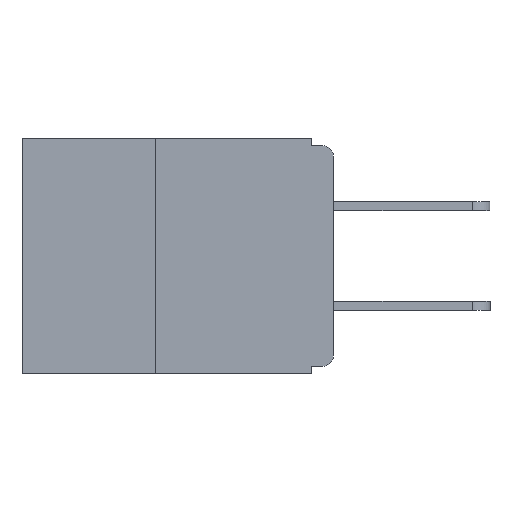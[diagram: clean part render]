
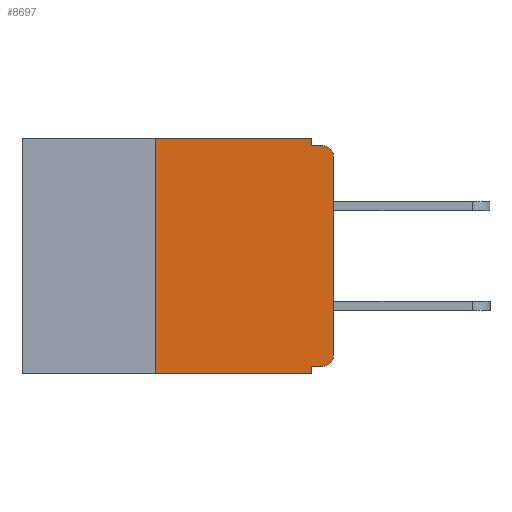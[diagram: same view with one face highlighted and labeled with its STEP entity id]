
A CAD part, left-side view. The second image highlights one B-rep face of the part: STEP entity #8697.
In plain terms, the highlighted planar face has unit normal (-1, 0, 0).
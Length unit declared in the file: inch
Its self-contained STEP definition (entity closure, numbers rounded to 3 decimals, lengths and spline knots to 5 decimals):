
#18 = VERTEX_POINT ( 'NONE', #440 ) ;
#196 = CARTESIAN_POINT ( 'NONE',  ( 0., 0.25, -0.33 ) ) ;
#224 = CARTESIAN_POINT ( 'NONE',  ( 0., 0.25, -0.33 ) ) ;
#440 = CARTESIAN_POINT ( 'NONE',  ( 0., 0., -0.305 ) ) ;
#529 = ORIENTED_EDGE ( 'NONE', *, *, #3306, .F. ) ;
#619 = CARTESIAN_POINT ( 'NONE',  ( 0., 0.25, 0. ) ) ;
#1304 = ORIENTED_EDGE ( 'NONE', *, *, #3624, .T. ) ;
#1408 = LINE ( 'NONE', #224, #11543 ) ;
#1529 = VERTEX_POINT ( 'NONE', #7709 ) ;
#1570 = AXIS2_PLACEMENT_3D ( 'NONE', #9149, #10981, #5345 ) ;
#1642 = CARTESIAN_POINT ( 'NONE',  ( 0., 0., -0.01 ) ) ;
#1830 = CARTESIAN_POINT ( 'NONE',  ( 0., 0., 0. ) ) ;
#1874 = DIRECTION ( 'NONE',  ( 0., 0., -1. ) ) ;
#1928 = EDGE_CURVE ( 'NONE', #2651, #1529, #9212, .T. ) ;
#2069 = LINE ( 'NONE', #10885, #4257 ) ;
#2449 = CARTESIAN_POINT ( 'NONE',  ( 0., 0.031, -0.33 ) ) ;
#2466 = LINE ( 'NONE', #1642, #4937 ) ;
#2557 = VERTEX_POINT ( 'NONE', #619 ) ;
#2609 = DIRECTION ( 'NONE',  ( 0., -1., 0. ) ) ;
#2651 = VERTEX_POINT ( 'NONE', #11255 ) ;
#2913 = EDGE_CURVE ( 'NONE', #11034, #10350, #2466, .T. ) ;
#2984 = DIRECTION ( 'NONE',  ( 0., 0., 1. ) ) ;
#3306 = EDGE_CURVE ( 'NONE', #1529, #8049, #4355, .T. ) ;
#3624 = EDGE_CURVE ( 'NONE', #18, #5066, #4495, .T. ) ;
#3688 = DIRECTION ( 'NONE',  ( 0., 0., 1. ) ) ;
#3772 = VERTEX_POINT ( 'NONE', #196 ) ;
#3777 = CARTESIAN_POINT ( 'NONE',  ( 0., 0.015, -0.305 ) ) ;
#3801 = CIRCLE ( 'NONE', #5841, 0.015 ) ;
#3999 = EDGE_CURVE ( 'NONE', #3772, #2557, #1408, .T. ) ;
#4141 = AXIS2_PLACEMENT_3D ( 'NONE', #11126, #6500, #1874 ) ;
#4247 = VECTOR ( 'NONE', #5729, 39.37008 ) ;
#4257 = VECTOR ( 'NONE', #10797, 39.37008 ) ;
#4274 = LINE ( 'NONE', #8183, #5719 ) ;
#4355 = LINE ( 'NONE', #8679, #5209 ) ;
#4495 = LINE ( 'NONE', #1830, #9158 ) ;
#4726 = DIRECTION ( 'NONE',  ( -1., 0., 0. ) ) ;
#4937 = VECTOR ( 'NONE', #9097, 39.37008 ) ;
#5066 = VERTEX_POINT ( 'NONE', #8858 ) ;
#5088 = EDGE_CURVE ( 'NONE', #2557, #8978, #11350, .T. ) ;
#5209 = VECTOR ( 'NONE', #11590, 39.37008 ) ;
#5308 = ORIENTED_EDGE ( 'NONE', *, *, #5088, .F. ) ;
#5345 = DIRECTION ( 'NONE',  ( 0., 0., -1. ) ) ;
#5371 = CARTESIAN_POINT ( 'NONE',  ( 0., 0.015, -0.01 ) ) ;
#5418 = CARTESIAN_POINT ( 'NONE',  ( 0., 0.031, 0. ) ) ;
#5719 = VECTOR ( 'NONE', #2609, 39.37008 ) ;
#5729 = DIRECTION ( 'NONE',  ( 0., 1., 0. ) ) ;
#5841 = AXIS2_PLACEMENT_3D ( 'NONE', #3777, #4726, #7563 ) ;
#6070 = CIRCLE ( 'NONE', #1570, 0.015 ) ;
#6274 = EDGE_CURVE ( 'NONE', #3772, #8049, #4274, .T. ) ;
#6500 = DIRECTION ( 'NONE',  ( 1., 0., 0. ) ) ;
#7329 = ORIENTED_EDGE ( 'NONE', *, *, #1928, .F. ) ;
#7348 = EDGE_CURVE ( 'NONE', #8978, #11034, #2069, .T. ) ;
#7526 = EDGE_CURVE ( 'NONE', #2651, #18, #3801, .T. ) ;
#7563 = DIRECTION ( 'NONE',  ( 0., 0., -1. ) ) ;
#7709 = CARTESIAN_POINT ( 'NONE',  ( 0., 0.031, -0.32 ) ) ;
#7714 = FACE_OUTER_BOUND ( 'NONE', #10467, .T. ) ;
#7946 = CARTESIAN_POINT ( 'NONE',  ( 0., 0.437, 0. ) ) ;
#8024 = ORIENTED_EDGE ( 'NONE', *, *, #9273, .T. ) ;
#8049 = VERTEX_POINT ( 'NONE', #2449 ) ;
#8183 = CARTESIAN_POINT ( 'NONE',  ( 0., 0.437, -0.33 ) ) ;
#8210 = CARTESIAN_POINT ( 'NONE',  ( 0., 0.031, -0.01 ) ) ;
#8349 = CARTESIAN_POINT ( 'NONE',  ( 0., 0., -0.32 ) ) ;
#8634 = ORIENTED_EDGE ( 'NONE', *, *, #7526, .T. ) ;
#8679 = CARTESIAN_POINT ( 'NONE',  ( 0., 0.031, -0.33 ) ) ;
#8689 = ORIENTED_EDGE ( 'NONE', *, *, #7348, .F. ) ;
#8697 = ADVANCED_FACE ( 'NONE', ( #7714 ), #11167, .F. ) ;
#8797 = ORIENTED_EDGE ( 'NONE', *, *, #6274, .T. ) ;
#8858 = CARTESIAN_POINT ( 'NONE',  ( 0., 0., -0.025 ) ) ;
#8978 = VERTEX_POINT ( 'NONE', #5418 ) ;
#9097 = DIRECTION ( 'NONE',  ( 0., -1., 0. ) ) ;
#9149 = CARTESIAN_POINT ( 'NONE',  ( 0., 0.015, -0.025 ) ) ;
#9158 = VECTOR ( 'NONE', #3688, 39.37008 ) ;
#9212 = LINE ( 'NONE', #8349, #4247 ) ;
#9273 = EDGE_CURVE ( 'NONE', #5066, #10350, #6070, .T. ) ;
#10048 = ORIENTED_EDGE ( 'NONE', *, *, #3999, .F. ) ;
#10350 = VERTEX_POINT ( 'NONE', #5371 ) ;
#10467 = EDGE_LOOP ( 'NONE', ( #1304, #8024, #11720, #8689, #5308, #10048, #8797, #529, #7329, #8634 ) ) ;
#10797 = DIRECTION ( 'NONE',  ( 0., 0., -1. ) ) ;
#10805 = DIRECTION ( 'NONE',  ( 0., -1., 0. ) ) ;
#10885 = CARTESIAN_POINT ( 'NONE',  ( 0., 0.031, 0. ) ) ;
#10981 = DIRECTION ( 'NONE',  ( -1., 0., 0. ) ) ;
#11034 = VERTEX_POINT ( 'NONE', #8210 ) ;
#11126 = CARTESIAN_POINT ( 'NONE',  ( 0., 0.437, 0. ) ) ;
#11167 = PLANE ( 'NONE',  #4141 ) ;
#11255 = CARTESIAN_POINT ( 'NONE',  ( 0., 0.015, -0.32 ) ) ;
#11350 = LINE ( 'NONE', #7946, #11645 ) ;
#11543 = VECTOR ( 'NONE', #2984, 39.37008 ) ;
#11590 = DIRECTION ( 'NONE',  ( 0., 0., -1. ) ) ;
#11645 = VECTOR ( 'NONE', #10805, 39.37008 ) ;
#11720 = ORIENTED_EDGE ( 'NONE', *, *, #2913, .F. ) ;
